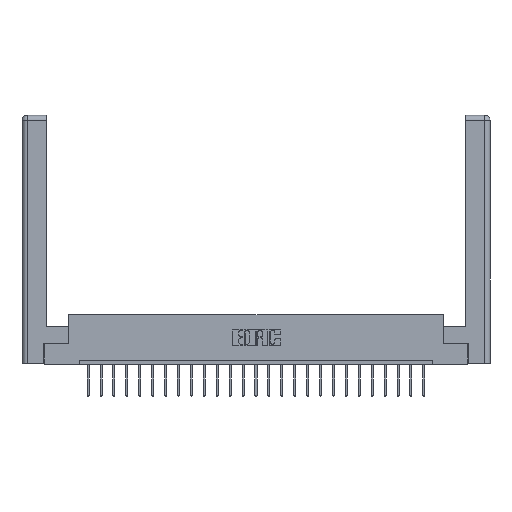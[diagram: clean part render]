
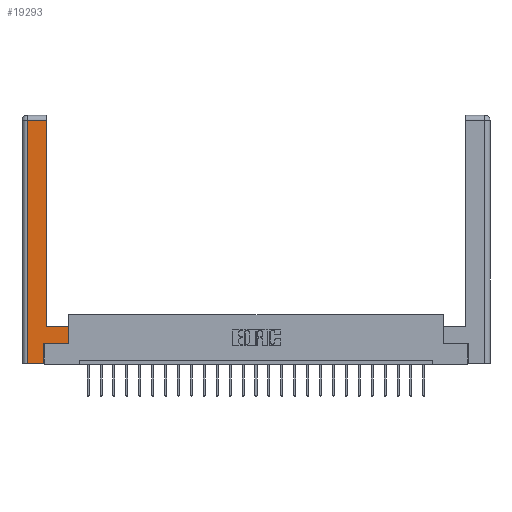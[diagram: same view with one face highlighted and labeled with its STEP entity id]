
A CAD part, top view. The second image highlights one B-rep face of the part: STEP entity #19293.
In plain terms, the highlighted planar face has unit normal (0, 0, 1).
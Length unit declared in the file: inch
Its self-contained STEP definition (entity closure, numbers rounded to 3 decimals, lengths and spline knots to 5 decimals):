
#130 = ORIENTED_EDGE ( 'NONE', *, *, #19281, .T. ) ;
#507 = LINE ( 'NONE', #4020, #15132 ) ;
#536 = CARTESIAN_POINT ( 'NONE',  ( 0.0615, 0., 0. ) ) ;
#676 = CARTESIAN_POINT ( 'NONE',  ( 0.0615, 2.94, 0. ) ) ;
#1216 = EDGE_LOOP ( 'NONE', ( #18319, #130, #19215, #14755, #1331, #5779, #23582, #15102 ) ) ;
#1331 = ORIENTED_EDGE ( 'NONE', *, *, #20210, .T. ) ;
#2252 = CARTESIAN_POINT ( 'NONE',  ( 0.565, 0.245, 0. ) ) ;
#2299 = CARTESIAN_POINT ( 'NONE',  ( 0.295, 0.45, 0. ) ) ;
#2881 = CARTESIAN_POINT ( 'NONE',  ( 0., 0., 0. ) ) ;
#3096 = CARTESIAN_POINT ( 'NONE',  ( 0.0615, 0., 0. ) ) ;
#3557 = LINE ( 'NONE', #3096, #9254 ) ;
#4020 = CARTESIAN_POINT ( 'NONE',  ( 0.295, 3., 0. ) ) ;
#4232 = DIRECTION ( 'NONE',  ( -1., 0., 0. ) ) ;
#4897 = CARTESIAN_POINT ( 'NONE',  ( 0.565, 0.245, 0. ) ) ;
#5087 = EDGE_CURVE ( 'NONE', #5597, #11087, #20167, .T. ) ;
#5361 = EDGE_CURVE ( 'NONE', #22219, #5597, #8855, .T. ) ;
#5428 = DIRECTION ( 'NONE',  ( 0., 0., -1. ) ) ;
#5597 = VERTEX_POINT ( 'NONE', #12986 ) ;
#5779 = ORIENTED_EDGE ( 'NONE', *, *, #7794, .T. ) ;
#6012 = LINE ( 'NONE', #9830, #18525 ) ;
#6022 = DIRECTION ( 'NONE',  ( 0., 1., 0. ) ) ;
#6056 = VECTOR ( 'NONE', #8843, 39.37008 ) ;
#7024 = DIRECTION ( 'NONE',  ( 0., -1., 0. ) ) ;
#7794 = EDGE_CURVE ( 'NONE', #24658, #22219, #18493, .T. ) ;
#8843 = DIRECTION ( 'NONE',  ( -1., 0., 0. ) ) ;
#8855 = LINE ( 'NONE', #24190, #22521 ) ;
#9254 = VECTOR ( 'NONE', #7024, 39.37008 ) ;
#9607 = EDGE_CURVE ( 'NONE', #11087, #10719, #507, .T. ) ;
#9830 = CARTESIAN_POINT ( 'NONE',  ( 0.265, 0., 0. ) ) ;
#10719 = VERTEX_POINT ( 'NONE', #15053 ) ;
#11087 = VERTEX_POINT ( 'NONE', #14440 ) ;
#12571 = CARTESIAN_POINT ( 'NONE',  ( 0.265, 0.245, 0. ) ) ;
#12986 = CARTESIAN_POINT ( 'NONE',  ( 0.565, 0.45, 0. ) ) ;
#14137 = LINE ( 'NONE', #17361, #6056 ) ;
#14305 = CARTESIAN_POINT ( 'NONE',  ( 0.265, 0., 0. ) ) ;
#14362 = CARTESIAN_POINT ( 'NONE',  ( 0.265, 0.245, 0. ) ) ;
#14440 = CARTESIAN_POINT ( 'NONE',  ( 0.295, 0.45, 0. ) ) ;
#14755 = ORIENTED_EDGE ( 'NONE', *, *, #20549, .T. ) ;
#14975 = VECTOR ( 'NONE', #18354, 39.37008 ) ;
#15053 = CARTESIAN_POINT ( 'NONE',  ( 0.295, 2.94, 0. ) ) ;
#15102 = ORIENTED_EDGE ( 'NONE', *, *, #5087, .T. ) ;
#15112 = VECTOR ( 'NONE', #4232, 39.37008 ) ;
#15132 = VECTOR ( 'NONE', #6022, 39.37008 ) ;
#15589 = DIRECTION ( 'NONE',  ( 1., 0., 0. ) ) ;
#15699 = DIRECTION ( 'NONE',  ( 1., 0., 0. ) ) ;
#17361 = CARTESIAN_POINT ( 'NONE',  ( 0.0615, 2.94, 0. ) ) ;
#17364 = LINE ( 'NONE', #14362, #14975 ) ;
#17986 = PLANE ( 'NONE',  #20230 ) ;
#17998 = FACE_OUTER_BOUND ( 'NONE', #1216, .T. ) ;
#18249 = EDGE_CURVE ( 'NONE', #19062, #22826, #3557, .T. ) ;
#18319 = ORIENTED_EDGE ( 'NONE', *, *, #9607, .T. ) ;
#18354 = DIRECTION ( 'NONE',  ( 0., 1., 0. ) ) ;
#18493 = LINE ( 'NONE', #2252, #23841 ) ;
#18525 = VECTOR ( 'NONE', #15589, 39.37008 ) ;
#19062 = VERTEX_POINT ( 'NONE', #676 ) ;
#19215 = ORIENTED_EDGE ( 'NONE', *, *, #18249, .T. ) ;
#19281 = EDGE_CURVE ( 'NONE', #10719, #19062, #14137, .T. ) ;
#19293 = ADVANCED_FACE ( 'NONE', ( #17998 ), #17986, .F. ) ;
#20167 = LINE ( 'NONE', #2299, #15112 ) ;
#20210 = EDGE_CURVE ( 'NONE', #22260, #24658, #17364, .T. ) ;
#20230 = AXIS2_PLACEMENT_3D ( 'NONE', #2881, #5428, #24307 ) ;
#20549 = EDGE_CURVE ( 'NONE', #22826, #22260, #6012, .T. ) ;
#22114 = DIRECTION ( 'NONE',  ( 0., 1., 0. ) ) ;
#22219 = VERTEX_POINT ( 'NONE', #4897 ) ;
#22260 = VERTEX_POINT ( 'NONE', #14305 ) ;
#22521 = VECTOR ( 'NONE', #22114, 39.37008 ) ;
#22826 = VERTEX_POINT ( 'NONE', #536 ) ;
#23582 = ORIENTED_EDGE ( 'NONE', *, *, #5361, .T. ) ;
#23841 = VECTOR ( 'NONE', #15699, 39.37008 ) ;
#24190 = CARTESIAN_POINT ( 'NONE',  ( 0.565, 0.45, 0. ) ) ;
#24307 = DIRECTION ( 'NONE',  ( -1., 0., 0. ) ) ;
#24658 = VERTEX_POINT ( 'NONE', #12571 ) ;
